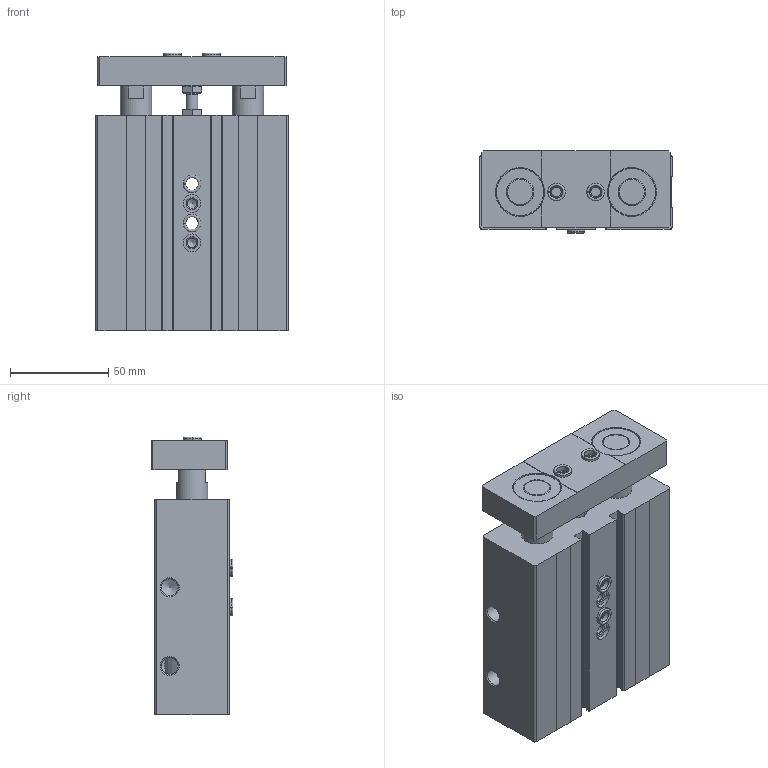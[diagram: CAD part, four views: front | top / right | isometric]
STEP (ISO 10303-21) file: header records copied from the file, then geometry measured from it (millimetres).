
FILE_DESCRIPTION(/* description */ ('STEP AP214'),/* implementation_level */ '2;1');
FILE_NAME(/* name */ '162131_DPZ-32-10-P-A-KF',/* time_stamp */ '2024-08-21T00:49:16+02:00',/* author */ ('License CC BY-ND 4.0'),/* organization */ ('CADENAS'),/* preprocessor_version */ 'ST-DEVELOPER v19.3',/* originating_system */ 'PARTsolutions',/* authorisation */ ' ');
FILE_SCHEMA (('AUTOMOTIVE_DESIGN {1 0 10303 214 3 1 1}'));
Length unit declared in the file: millimetre
Products named in the file (6): 162131 DPZ-32-10-P-A-KF---(asm_0); 162131 DPZ-32-10-P-A-KF---(Z); 162131 DPZ-32-10-P-A-KF---(K); 8137184 ZBH-9-B; DIN-439-B - M6(F); Hexagon bolt DIN 933 - M6x20
Assembly tree (8 placements, depth 2):
  162131 DPZ-32-10-P-A-KF---(asm_0)
    162131 DPZ-32-10-P-A-KF---(Z)
    162131 DPZ-32-10-P-A-KF---(K)
    8137184 ZBH-9-B  x4
    DIN-439-B - M6(F)
    Hexagon bolt DIN 933 - M6x20
Bounding box: 98 x 41.8 x 141.8 mm (x, y, z)
Volume: 437136.8 mm3; surface area: 91897.5 mm2
Topology: 8 solids, 8 shells, 257 faces, 618 edges, 400 vertices
Faces by surface type: plane 123, cylinder 85, cone 40, torus 9
Full cylindrical faces by diameter (mm): 4.917 x12, 6 x1, 6.4 x2, 8.566 x2, 8.88 x1, 9 x6, 10.5 x2, 12 x1, 14 x2, 16 x4, 24 x2, 25 x2, 32 x4
Entity records: 6820 total; most frequent: CARTESIAN_POINT 1267, DIRECTION 1150, ORIENTED_EDGE 984, EDGE_CURVE 492, AXIS2_PLACEMENT_3D 444, VERTEX_POINT 367, FACE_BOUND 359, EDGE_LOOP 351
